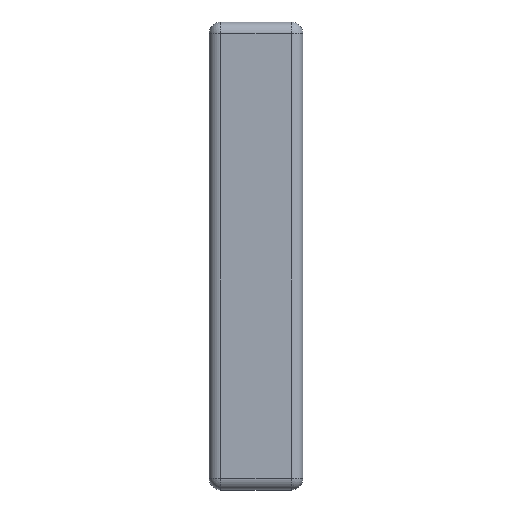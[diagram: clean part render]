
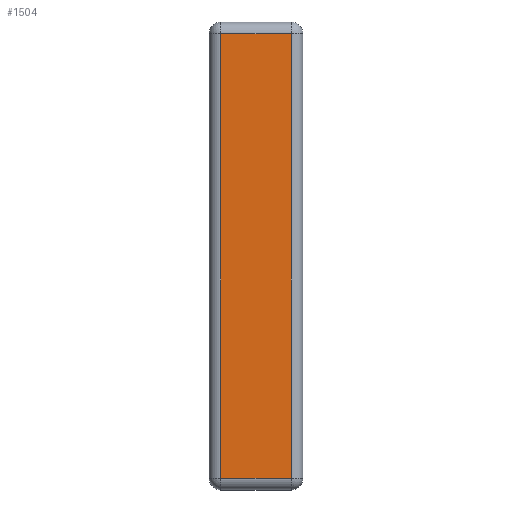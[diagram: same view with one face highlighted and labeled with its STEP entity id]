
A CAD part, top view. The second image highlights one B-rep face of the part: STEP entity #1504.
In plain terms, the highlighted planar face has unit normal (0, 0, 1).
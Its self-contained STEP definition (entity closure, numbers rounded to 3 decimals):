
#60=PLANE('',#1643);
#119=LINE('',#2231,#259);
#123=LINE('',#2247,#263);
#125=LINE('',#2250,#265);
#127=LINE('',#2253,#267);
#259=VECTOR('',#1805,10.);
#263=VECTOR('',#1823,10.);
#265=VECTOR('',#1827,10.);
#267=VECTOR('',#1831,10.);
#433=FACE_OUTER_BOUND('',#520,.T.);
#520=EDGE_LOOP('',(#1082,#1083,#1084,#1085));
#655=VERTEX_POINT('',#2193);
#660=VERTEX_POINT('',#2206);
#665=VERTEX_POINT('',#2219);
#670=VERTEX_POINT('',#2235);
#820=EDGE_CURVE('',#655,#665,#119,.T.);
#828=EDGE_CURVE('',#665,#670,#123,.T.);
#830=EDGE_CURVE('',#670,#660,#125,.T.);
#832=EDGE_CURVE('',#660,#655,#127,.T.);
#1082=ORIENTED_EDGE('',*,*,#820,.F.);
#1083=ORIENTED_EDGE('',*,*,#832,.F.);
#1084=ORIENTED_EDGE('',*,*,#830,.F.);
#1085=ORIENTED_EDGE('',*,*,#828,.F.);
#1504=ADVANCED_FACE('',(#433),#60,.T.);
#1643=AXIS2_PLACEMENT_3D('',#2259,#1839,#1840);
#1805=DIRECTION('',(0.,-1.,0.));
#1823=DIRECTION('',(-1.,0.,0.));
#1827=DIRECTION('',(0.,1.,0.));
#1831=DIRECTION('',(1.,0.,0.));
#1839=DIRECTION('center_axis',(0.,0.,1.));
#1840=DIRECTION('ref_axis',(1.,0.,0.));
#2193=CARTESIAN_POINT('',(16.,38.,4.));
#2206=CARTESIAN_POINT('',(4.,38.,4.));
#2219=CARTESIAN_POINT('',(16.,-38.,4.));
#2231=CARTESIAN_POINT('',(16.,-20.,4.));
#2235=CARTESIAN_POINT('',(4.,-38.,4.));
#2247=CARTESIAN_POINT('',(6.,-38.,4.));
#2250=CARTESIAN_POINT('',(4.,20.,4.));
#2253=CARTESIAN_POINT('',(10.,38.,4.));
#2259=CARTESIAN_POINT('Origin',(10.,0.,4.));
